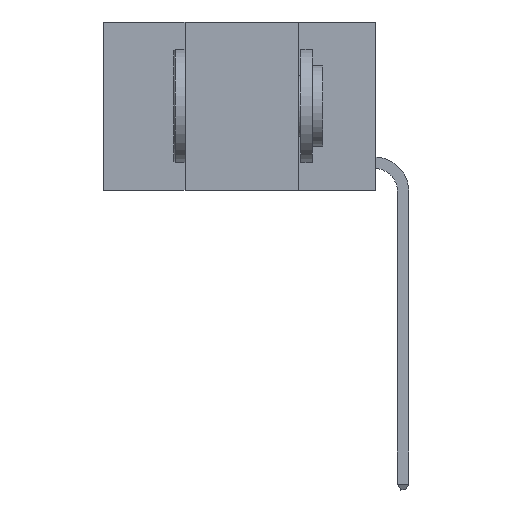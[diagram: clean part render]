
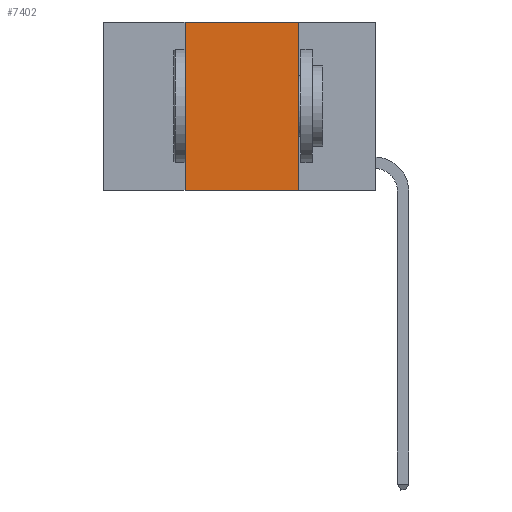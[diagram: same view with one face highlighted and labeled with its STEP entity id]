
A CAD part, left-side view. The second image highlights one B-rep face of the part: STEP entity #7402.
In plain terms, the highlighted planar face has unit normal (-1, 0, 0).
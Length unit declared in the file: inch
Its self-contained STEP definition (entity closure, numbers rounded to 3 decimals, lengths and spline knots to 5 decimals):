
#278 = ORIENTED_EDGE ( 'NONE', *, *, #16831, .F. ) ;
#554 = DIRECTION ( 'NONE',  ( 0., -1., 0. ) ) ;
#694 = LINE ( 'NONE', #18130, #22967 ) ;
#3144 = VECTOR ( 'NONE', #4270, 39.37008 ) ;
#4270 = DIRECTION ( 'NONE',  ( 0., 0., -1. ) ) ;
#4326 = VERTEX_POINT ( 'NONE', #24935 ) ;
#4625 = VERTEX_POINT ( 'NONE', #7424 ) ;
#5864 = CARTESIAN_POINT ( 'NONE',  ( 0., 0.42, 0. ) ) ;
#5998 = DIRECTION ( 'NONE',  ( 0., 0., 1. ) ) ;
#6711 = VECTOR ( 'NONE', #5998, 39.37008 ) ;
#7402 = ADVANCED_FACE ( 'NONE', ( #20141 ), #20010, .F. ) ;
#7424 = CARTESIAN_POINT ( 'NONE',  ( 0., 0.42, -0.37 ) ) ;
#7997 = VECTOR ( 'NONE', #554, 39.37008 ) ;
#8849 = CARTESIAN_POINT ( 'NONE',  ( 0., 0.17, 0. ) ) ;
#9785 = VERTEX_POINT ( 'NONE', #20695 ) ;
#10790 = LINE ( 'NONE', #8849, #3144 ) ;
#12120 = ORIENTED_EDGE ( 'NONE', *, *, #21596, .T. ) ;
#13327 = VERTEX_POINT ( 'NONE', #14130 ) ;
#13530 = EDGE_LOOP ( 'NONE', ( #26122, #278, #25645, #12120 ) ) ;
#14130 = CARTESIAN_POINT ( 'NONE',  ( 0., 0.17, 0. ) ) ;
#15101 = AXIS2_PLACEMENT_3D ( 'NONE', #15556, #17913, #24004 ) ;
#15556 = CARTESIAN_POINT ( 'NONE',  ( 0., 0.6, 0. ) ) ;
#15914 = DIRECTION ( 'NONE',  ( 0., -1., 0. ) ) ;
#16831 = EDGE_CURVE ( 'NONE', #9785, #13327, #694, .T. ) ;
#17913 = DIRECTION ( 'NONE',  ( 1., 0., 0. ) ) ;
#18130 = CARTESIAN_POINT ( 'NONE',  ( 0., 0.6, 0. ) ) ;
#20010 = PLANE ( 'NONE',  #15101 ) ;
#20141 = FACE_OUTER_BOUND ( 'NONE', #13530, .T. ) ;
#20695 = CARTESIAN_POINT ( 'NONE',  ( 0., 0.42, 0. ) ) ;
#21596 = EDGE_CURVE ( 'NONE', #4625, #4326, #25351, .T. ) ;
#21605 = EDGE_CURVE ( 'NONE', #13327, #4326, #10790, .T. ) ;
#21606 = CARTESIAN_POINT ( 'NONE',  ( 0., 0.6, -0.37 ) ) ;
#22363 = EDGE_CURVE ( 'NONE', #4625, #9785, #24461, .T. ) ;
#22967 = VECTOR ( 'NONE', #15914, 39.37008 ) ;
#24004 = DIRECTION ( 'NONE',  ( 0., 0., -1. ) ) ;
#24461 = LINE ( 'NONE', #5864, #6711 ) ;
#24935 = CARTESIAN_POINT ( 'NONE',  ( 0., 0.17, -0.37 ) ) ;
#25351 = LINE ( 'NONE', #21606, #7997 ) ;
#25645 = ORIENTED_EDGE ( 'NONE', *, *, #22363, .F. ) ;
#26122 = ORIENTED_EDGE ( 'NONE', *, *, #21605, .F. ) ;
